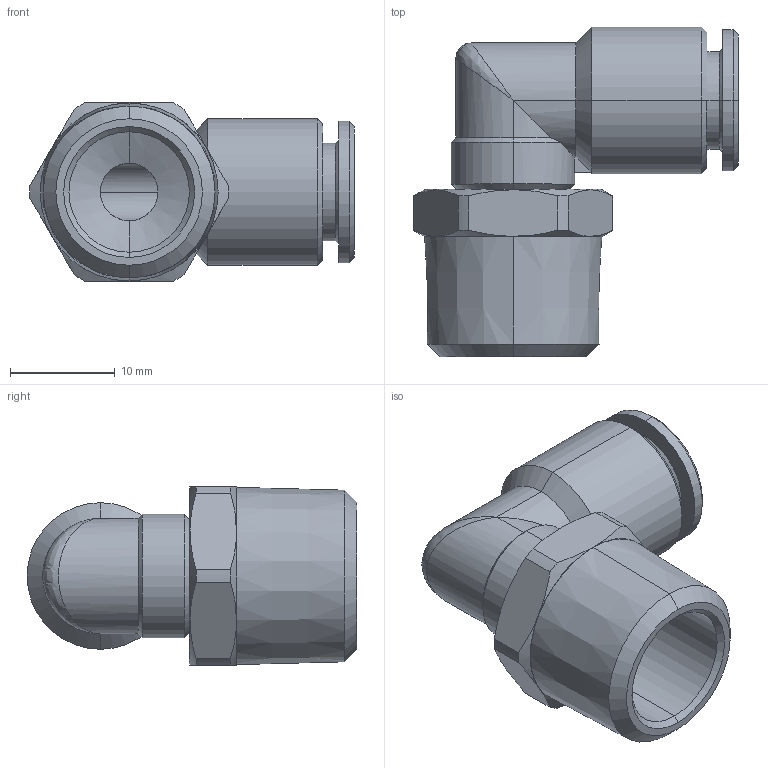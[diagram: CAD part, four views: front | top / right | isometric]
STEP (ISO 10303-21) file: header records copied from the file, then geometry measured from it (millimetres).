
FILE_DESCRIPTION (( 'STEP AP203' ), '1' );
FILE_NAME ('B0060043.STEP', '2011-03-22T10:59:27', ( '' ), ( 'sopra-pneumatic' ), 'SwSTEP 2.0', 'SolidWorks 2009', '' );
FILE_SCHEMA (( 'CONFIG_CONTROL_DESIGN' ));
Length unit declared in the file: millimetre
Products named in the file (1): B0060043
Bounding box: 31 x 31.5 x 17 mm (x, y, z)
Volume: 4469.7 mm3; surface area: 3803.5 mm2
Topology: 1 solids, 3 shells, 92 faces, 207 edges, 124 vertices
Faces by surface type: cylinder 36, cone 31, plane 24, bspline 1
Entity records: 3264 total; most frequent: CARTESIAN_POINT 1167, DIRECTION 436, ORIENTED_EDGE 410, EDGE_CURVE 205, AXIS2_PLACEMENT_3D 176, VERTEX_POINT 124, EDGE_LOOP 99, ADVANCED_FACE 92
